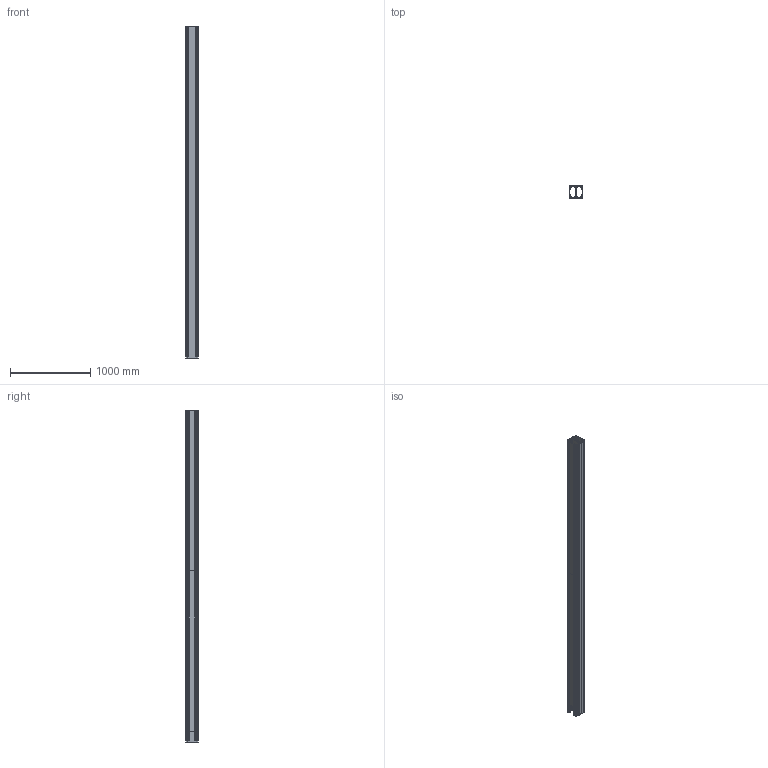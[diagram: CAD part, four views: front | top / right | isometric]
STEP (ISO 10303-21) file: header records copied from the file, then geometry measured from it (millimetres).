
FILE_DESCRIPTION (( 'STEP AP214' ), '1' );
FILE_NAME ('6290404.stp', '2016-06-29T13:12:27', ( '' ), ( '' ), 'SwSTEP 2.0', 'SolidWorks 2014', '' );
FILE_SCHEMA (( 'AUTOMOTIVE_DESIGN' ));
Length unit declared in the file: millimetre
Products named in the file (4): 030909_L=2000; 026360_L=2000; 074020_4130 mm; 6290404
Assembly tree (6 placements, depth 3):
  6290404
    074020_4130 mm
    030909_L=2000  x4
      026360_L=2000
Bounding box: 160 x 160 x 4130 mm (x, y, z)
Volume: 15532331.9 mm3; surface area: 10794269.3 mm2
Topology: 5 solids, 5 shells, 599 faces, 1767 edges, 1178 vertices
Faces by surface type: cylinder 317, plane 282
Entity records: 17645 total; most frequent: DIRECTION 3133, CARTESIAN_POINT 3080, ORIENTED_EDGE 3066, EDGE_CURVE 1533, AXIS2_PLACEMENT_3D 1075, VERTEX_POINT 1022, LINE 983, VECTOR 983
